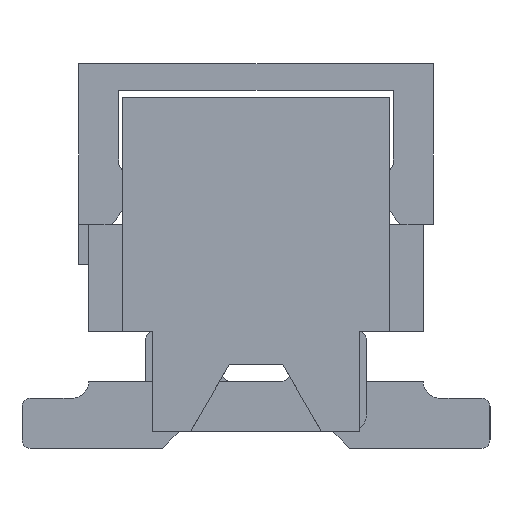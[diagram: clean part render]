
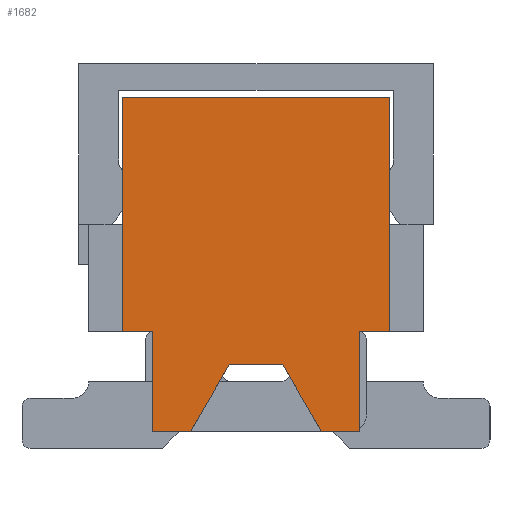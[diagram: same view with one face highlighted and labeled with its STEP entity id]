
A CAD part, left-side view. The second image highlights one B-rep face of the part: STEP entity #1682.
In plain terms, the highlighted planar face has unit normal (-1, 0, 0).
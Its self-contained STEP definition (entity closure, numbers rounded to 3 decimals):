
#1682 = ADVANCED_FACE( '', ( #3567 ), #3568, .F. );
#3567 = FACE_OUTER_BOUND( '', #5669, .T. );
#3568 = PLANE( '', #5670 );
#5669 = EDGE_LOOP( '', ( #10596, #10597, #10598, #10599, #10600, #10601, #10602, #10603, #10604, #10605, #10606, #10607, #10608, #10609 ) );
#5670 = AXIS2_PLACEMENT_3D( '', #10610, #10611, #10612 );
#10596 = ORIENTED_EDGE( '', *, *, #14255, .F. );
#10597 = ORIENTED_EDGE( '', *, *, #14860, .F. );
#10598 = ORIENTED_EDGE( '', *, *, #14665, .F. );
#10599 = ORIENTED_EDGE( '', *, *, #14701, .F. );
#10600 = ORIENTED_EDGE( '', *, *, #13834, .F. );
#10601 = ORIENTED_EDGE( '', *, *, #14020, .F. );
#10602 = ORIENTED_EDGE( '', *, *, #15264, .F. );
#10603 = ORIENTED_EDGE( '', *, *, #15265, .F. );
#10604 = ORIENTED_EDGE( '', *, *, #15062, .F. );
#10605 = ORIENTED_EDGE( '', *, *, #14795, .F. );
#10606 = ORIENTED_EDGE( '', *, *, #14144, .T. );
#10607 = ORIENTED_EDGE( '', *, *, #15021, .F. );
#10608 = ORIENTED_EDGE( '', *, *, #14546, .F. );
#10609 = ORIENTED_EDGE( '', *, *, #14219, .F. );
#10610 = CARTESIAN_POINT( '', ( -9.155, 0., 0. ) );
#10611 = DIRECTION( '', ( 1., 0., 0. ) );
#10612 = DIRECTION( '', ( 0., 0., -1. ) );
#13834 = EDGE_CURVE( '', #16983, #16977, #16985, .T. );
#14020 = EDGE_CURVE( '', #17291, #16983, #17293, .T. );
#14144 = EDGE_CURVE( '', #17491, #17492, #17493, .T. );
#14219 = EDGE_CURVE( '', #17334, #17612, #17613, .T. );
#14255 = EDGE_CURVE( '', #17675, #17334, #17676, .T. );
#14546 = EDGE_CURVE( '', #17612, #18124, #18125, .T. );
#14665 = EDGE_CURVE( '', #18319, #18321, #18322, .T. );
#14701 = EDGE_CURVE( '', #16977, #18319, #18367, .T. );
#14795 = EDGE_CURVE( '', #17491, #18494, #18495, .T. );
#14860 = EDGE_CURVE( '', #18321, #17675, #18587, .T. );
#15021 = EDGE_CURVE( '', #18124, #17492, #18807, .T. );
#15062 = EDGE_CURVE( '', #18494, #18860, #18867, .T. );
#15264 = EDGE_CURVE( '', #19119, #17291, #19120, .T. );
#15265 = EDGE_CURVE( '', #18860, #19119, #19121, .T. );
#16977 = VERTEX_POINT( '', #21428 );
#16983 = VERTEX_POINT( '', #21437 );
#16985 = LINE( '', #21440, #21441 );
#17291 = VERTEX_POINT( '', #21888 );
#17293 = LINE( '', #21891, #21892 );
#17334 = VERTEX_POINT( '', #21953 );
#17491 = VERTEX_POINT( '', #22186 );
#17492 = VERTEX_POINT( '', #22187 );
#17493 = LINE( '', #22188, #22189 );
#17612 = VERTEX_POINT( '', #22366 );
#17613 = LINE( '', #22367, #22368 );
#17675 = VERTEX_POINT( '', #22462 );
#17676 = LINE( '', #22463, #22464 );
#18124 = VERTEX_POINT( '', #23152 );
#18125 = LINE( '', #23153, #23154 );
#18319 = VERTEX_POINT( '', #23460 );
#18321 = VERTEX_POINT( '', #23463 );
#18322 = LINE( '', #23464, #23465 );
#18367 = LINE( '', #23534, #23535 );
#18494 = VERTEX_POINT( '', #23728 );
#18495 = LINE( '', #23729, #23730 );
#18587 = LINE( '', #23886, #23887 );
#18807 = LINE( '', #24226, #24227 );
#18860 = VERTEX_POINT( '', #24309 );
#18867 = LINE( '', #24320, #24321 );
#19119 = VERTEX_POINT( '', #24701 );
#19120 = LINE( '', #24702, #24703 );
#19121 = LINE( '', #24704, #24705 );
#21428 = CARTESIAN_POINT( '', ( -9.155, 0.98, -2.3 ) );
#21437 = CARTESIAN_POINT( '', ( -9.155, 0.4, -1.3 ) );
#21440 = CARTESIAN_POINT( '', ( -9.155, 0.4, -1.3 ) );
#21441 = VECTOR( '', #26101, 1000. );
#21888 = CARTESIAN_POINT( '', ( -9.155, -0.4, -1.3 ) );
#21891 = CARTESIAN_POINT( '', ( -9.155, -0.4, -1.3 ) );
#21892 = VECTOR( '', #26256, 1000. );
#21953 = CARTESIAN_POINT( '', ( -9.155, 2., 0.8 ) );
#22186 = CARTESIAN_POINT( '', ( -9.155, -2., -0.8 ) );
#22187 = CARTESIAN_POINT( '', ( -9.155, -2., 0.8 ) );
#22188 = CARTESIAN_POINT( '', ( -9.155, -2., -0.8 ) );
#22189 = VECTOR( '', #26359, 1000. );
#22366 = CARTESIAN_POINT( '', ( -9.155, 2., 2.7 ) );
#22367 = CARTESIAN_POINT( '', ( -9.155, 2., 0.8 ) );
#22368 = VECTOR( '', #26418, 1000. );
#22462 = CARTESIAN_POINT( '', ( -9.155, 2., -0.8 ) );
#22463 = CARTESIAN_POINT( '', ( -9.155, 2., -0.8 ) );
#22464 = VECTOR( '', #26451, 1000. );
#23152 = CARTESIAN_POINT( '', ( -9.155, -2., 2.7 ) );
#23153 = CARTESIAN_POINT( '', ( -9.155, 2., 2.7 ) );
#23154 = VECTOR( '', #26704, 1000. );
#23460 = CARTESIAN_POINT( '', ( -9.155, 1.55, -2.3 ) );
#23463 = CARTESIAN_POINT( '', ( -9.155, 1.55, -0.8 ) );
#23464 = CARTESIAN_POINT( '', ( -9.155, 1.55, -0.8 ) );
#23465 = VECTOR( '', #26818, 1000. );
#23534 = CARTESIAN_POINT( '', ( -9.155, 0.98, -2.3 ) );
#23535 = VECTOR( '', #26843, 1000. );
#23728 = CARTESIAN_POINT( '', ( -9.155, -1.55, -0.8 ) );
#23729 = CARTESIAN_POINT( '', ( -9.155, -2.5, -0.8 ) );
#23730 = VECTOR( '', #26916, 1000. );
#23886 = CARTESIAN_POINT( '', ( -9.155, 2.5, -0.8 ) );
#23887 = VECTOR( '', #26981, 1000. );
#24226 = CARTESIAN_POINT( '', ( -9.155, -2., 2.7 ) );
#24227 = VECTOR( '', #27101, 1000. );
#24309 = CARTESIAN_POINT( '', ( -9.155, -1.55, -2.3 ) );
#24320 = CARTESIAN_POINT( '', ( -9.155, -1.55, -0.8 ) );
#24321 = VECTOR( '', #27135, 1000. );
#24701 = CARTESIAN_POINT( '', ( -9.155, -0.98, -2.3 ) );
#24702 = CARTESIAN_POINT( '', ( -9.155, -0.98, -2.3 ) );
#24703 = VECTOR( '', #27276, 1000. );
#24704 = CARTESIAN_POINT( '', ( -9.155, -1.55, -2.3 ) );
#24705 = VECTOR( '', #27277, 1000. );
#26101 = DIRECTION( '', ( 0., 0.502, -0.865 ) );
#26256 = DIRECTION( '', ( 0., 1., 0. ) );
#26359 = DIRECTION( '', ( 0., 0., 1. ) );
#26418 = DIRECTION( '', ( 0., 0., 1. ) );
#26451 = DIRECTION( '', ( 0., 0., 1. ) );
#26704 = DIRECTION( '', ( 0., -1., 0. ) );
#26818 = DIRECTION( '', ( 0., 0., 1. ) );
#26843 = DIRECTION( '', ( 0., 1., 0. ) );
#26916 = DIRECTION( '', ( 0., 1., 0. ) );
#26981 = DIRECTION( '', ( 0., 1., 0. ) );
#27101 = DIRECTION( '', ( 0., 0., -1. ) );
#27135 = DIRECTION( '', ( 0., 0., -1. ) );
#27276 = DIRECTION( '', ( 0., 0.502, 0.865 ) );
#27277 = DIRECTION( '', ( 0., 1., 0. ) );
